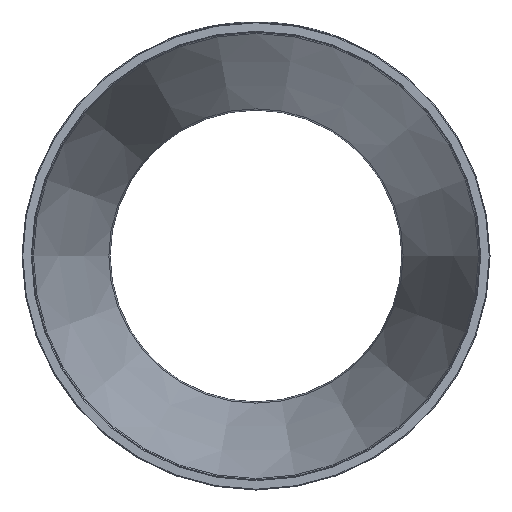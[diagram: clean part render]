
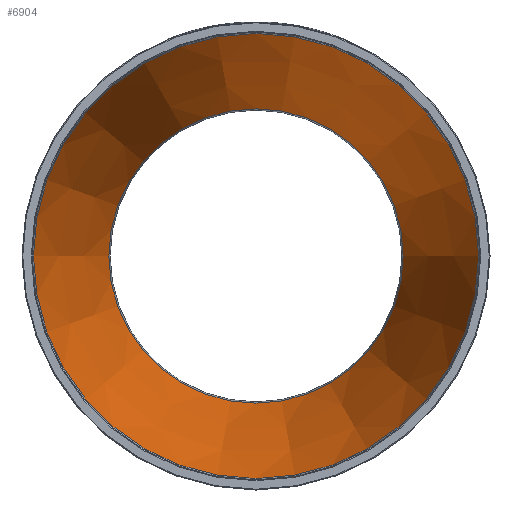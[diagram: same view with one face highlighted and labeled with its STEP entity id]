
A CAD part, left-side view. The second image highlights one B-rep face of the part: STEP entity #6904.
In plain terms, the highlighted conical face has half-angle 14.931 degrees and reference radius 30.099 mm.
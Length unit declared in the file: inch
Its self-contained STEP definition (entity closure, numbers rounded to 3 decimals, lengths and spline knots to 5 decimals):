
#13=CONICAL_SURFACE('',#7260,1.185,14.931);
#92=FACE_BOUND('',#1239,.T.);
#814=FACE_OUTER_BOUND('',#1238,.T.);
#1238=EDGE_LOOP('',(#6459));
#1239=EDGE_LOOP('',(#6460));
#1792=CIRCLE('',#7259,1.42656);
#1793=CIRCLE('',#7261,0.94344);
#3384=VERTEX_POINT('',#15721);
#3385=VERTEX_POINT('',#15724);
#4411=EDGE_CURVE('',#3384,#3384,#1792,.T.);
#4412=EDGE_CURVE('',#3385,#3385,#1793,.T.);
#6459=ORIENTED_EDGE('',*,*,#4412,.F.);
#6460=ORIENTED_EDGE('',*,*,#4411,.F.);
#6904=ADVANCED_FACE('',(#814,#92),#13,.F.);
#7259=AXIS2_PLACEMENT_3D('',#15722,#8415,#8416);
#7260=AXIS2_PLACEMENT_3D('',#15723,#8417,#8418);
#7261=AXIS2_PLACEMENT_3D('',#15725,#8419,#8420);
#8415=DIRECTION('center_axis',(1.,0.,0.));
#8416=DIRECTION('ref_axis',(0.,-1.,0.));
#8417=DIRECTION('center_axis',(-1.,0.,0.));
#8418=DIRECTION('ref_axis',(0.,1.,0.));
#8419=DIRECTION('center_axis',(-1.,0.,0.));
#8420=DIRECTION('ref_axis',(0.,-1.,0.));
#15721=CARTESIAN_POINT('',(0.40665,1.42656,0.));
#15722=CARTESIAN_POINT('Origin',(0.40665,0.,0.));
#15723=CARTESIAN_POINT('Origin',(1.3125,0.,0.));
#15724=CARTESIAN_POINT('',(2.21835,0.94344,0.));
#15725=CARTESIAN_POINT('Origin',(2.21835,0.,0.));
